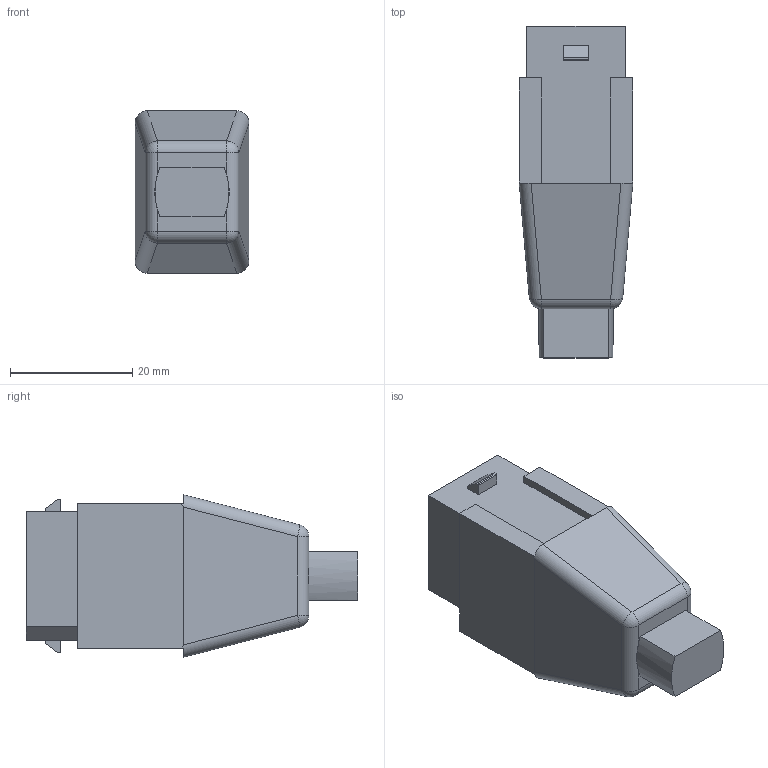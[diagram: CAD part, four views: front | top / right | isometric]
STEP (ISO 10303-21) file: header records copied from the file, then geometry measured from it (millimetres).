
FILE_DESCRIPTION((''),'2;1');
FILE_NAME('SMS12RDH1-CATALOGUE_PRT','2010-08-19T',('amartin'),(''),'PRO/ENGINEER BY PARAMETRIC TECHNOLOGY CORPORATION, 2007390','PRO/ENGINEER BY PARAMETRIC TECHNOLOGY CORPORATION, 2007390','');
FILE_SCHEMA(('CONFIG_CONTROL_DESIGN'));
Length unit declared in the file: millimetre
Products named in the file (1): SMS12RDH1-CATALOGUE_PRT
Bounding box: 18.6 x 54.35 x 26.6 mm (x, y, z)
Volume: 18036.8 mm3; surface area: 4716.5 mm2
Topology: 1 solids, 1 shells, 60 faces, 152 edges, 96 vertices
Faces by surface type: plane 44, cylinder 12, sphere 4
Entity records: 1826 total; most frequent: CARTESIAN_POINT 348, ORIENTED_EDGE 304, DIRECTION 284, EDGE_CURVE 152, VECTOR 116, LINE 116, VERTEX_POINT 96, AXIS2_PLACEMENT_3D 84
